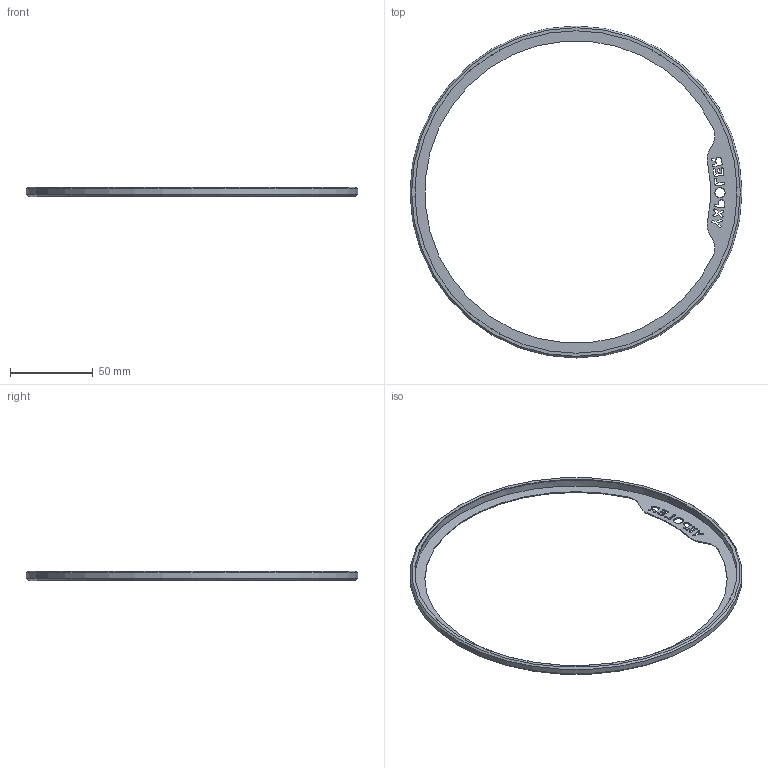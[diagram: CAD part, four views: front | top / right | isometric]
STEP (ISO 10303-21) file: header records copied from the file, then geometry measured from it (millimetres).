
FILE_DESCRIPTION(/* description */ (''),/* implementation_level */ '2;1');
FILE_NAME(/* name */ 'Yxpolyer Spool Adapter A1.step',/* time_stamp */ '2025-09-10T09:46:15-06:00',/* author */ (''),/* organization */ (''),/* preprocessor_version */ 'ST-DEVELOPER v20.1',/* originating_system */ 'Autodesk Translation Framework v14.10.0.0',/* authorisation */ '');
FILE_SCHEMA (('AUTOMOTIVE_DESIGN { 1 0 10303 214 3 1 1 }'));
Length unit declared in the file: millimetre
Products named in the file (1): Yxpolyer Spool Adapter
Bounding box: 200 x 200 x 5.75 mm (x, y, z)
Volume: 12120.3 mm3; surface area: 17892.1 mm2
Topology: 1 solids, 1 shells, 233 faces, 658 edges, 428 vertices
Faces by surface type: bspline 126, plane 60, cylinder 32, cone 15
Full cylindrical faces by diameter (mm): 194.6 x1, 200 x1
Entity records: 8751 total; most frequent: CARTESIAN_POINT 3480, ORIENTED_EDGE 1316, DIRECTION 700, EDGE_CURVE 658, VERTEX_POINT 428, LINE 320, VECTOR 320, B_SPLINE_CURVE_WITH_KNOTS 254
